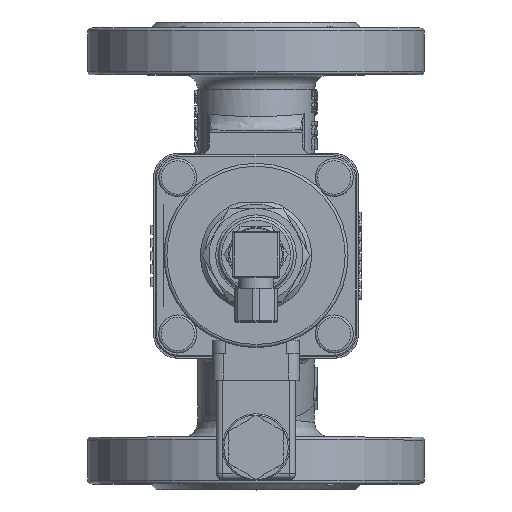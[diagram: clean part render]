
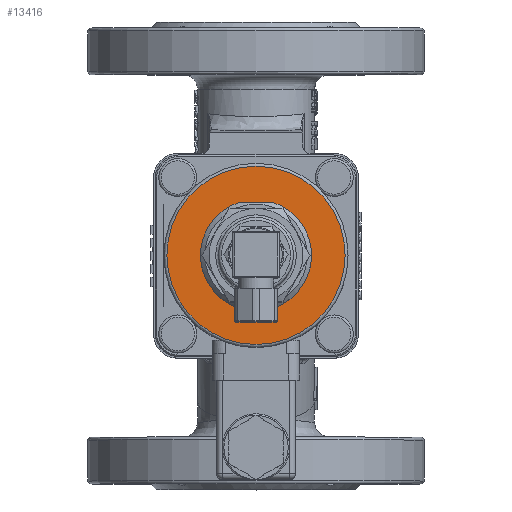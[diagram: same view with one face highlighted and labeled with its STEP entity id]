
A CAD part, top view. The second image highlights one B-rep face of the part: STEP entity #13416.
In plain terms, the highlighted planar face has unit normal (0, 0, 1).
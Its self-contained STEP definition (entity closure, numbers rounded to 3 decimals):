
#1137=FACE_BOUND('',#2349,.T.);
#1489=FACE_OUTER_BOUND('',#2348,.T.);
#2348=EDGE_LOOP('',(#9305));
#2349=EDGE_LOOP('',(#9306,#9307,#9308,#9309));
#3250=LINE('',#19010,#4135);
#3253=LINE('',#19021,#4138);
#4135=VECTOR('',#15708,12.166);
#4138=VECTOR('',#15713,12.166);
#5022=CIRCLE('',#14353,19.);
#5024=CIRCLE('',#14357,19.);
#5025=CIRCLE('',#14359,30.5);
#5521=VERTEX_POINT('',#19002);
#5523=VERTEX_POINT('',#19008);
#5525=VERTEX_POINT('',#19013);
#5527=VERTEX_POINT('',#19019);
#5528=VERTEX_POINT('',#19030);
#6963=EDGE_CURVE('',#5521,#5523,#3250,.T.);
#6967=EDGE_CURVE('',#5525,#5527,#3253,.T.);
#6969=EDGE_CURVE('',#5523,#5525,#5022,.T.);
#6971=EDGE_CURVE('',#5527,#5521,#5024,.T.);
#6972=EDGE_CURVE('',#5528,#5528,#5025,.T.);
#9305=ORIENTED_EDGE('',*,*,#6972,.F.);
#9306=ORIENTED_EDGE('',*,*,#6967,.T.);
#9307=ORIENTED_EDGE('',*,*,#6971,.T.);
#9308=ORIENTED_EDGE('',*,*,#6963,.T.);
#9309=ORIENTED_EDGE('',*,*,#6969,.T.);
#13003=PLANE('',#14358);
#13416=ADVANCED_FACE('',(#1489,#1137),#13003,.T.);
#14353=AXIS2_PLACEMENT_3D('',#19024,#15718,#15719);
#14357=AXIS2_PLACEMENT_3D('',#19028,#15726,#15727);
#14358=AXIS2_PLACEMENT_3D('',#19029,#15728,#15729);
#14359=AXIS2_PLACEMENT_3D('',#19031,#15730,#15731);
#15708=DIRECTION('',(-1.,0.,0.));
#15713=DIRECTION('',(1.,0.,0.));
#15718=DIRECTION('center_axis',(0.,0.,
-1.));
#15719=DIRECTION('ref_axis',(1.,0.,0.));
#15726=DIRECTION('center_axis',(0.,0.,
-1.));
#15727=DIRECTION('ref_axis',(1.,0.,0.));
#15728=DIRECTION('center_axis',(0.,0.,
1.));
#15729=DIRECTION('ref_axis',(-1.,0.,0.));
#15730=DIRECTION('center_axis',(0.,0.,
-1.));
#15731=DIRECTION('ref_axis',(0.,-1.,0.));
#19002=CARTESIAN_POINT('',(6.083,-18.,125.5));
#19008=CARTESIAN_POINT('',(-6.083,-18.,125.5));
#19010=CARTESIAN_POINT('',(-9.987,-18.,125.5));
#19013=CARTESIAN_POINT('',(-6.083,18.,125.5));
#19019=CARTESIAN_POINT('',(6.083,18.,125.5));
#19021=CARTESIAN_POINT('',(9.987,18.,125.5));
#19024=CARTESIAN_POINT('Origin',(0.,0.,
125.5));
#19028=CARTESIAN_POINT('Origin',(0.,0.,
125.5));
#19029=CARTESIAN_POINT('Origin',(0.,-22.25,
125.5));
#19030=CARTESIAN_POINT('',(0.,-30.5,125.5));
#19031=CARTESIAN_POINT('Origin',(0.,0.,
125.5));
